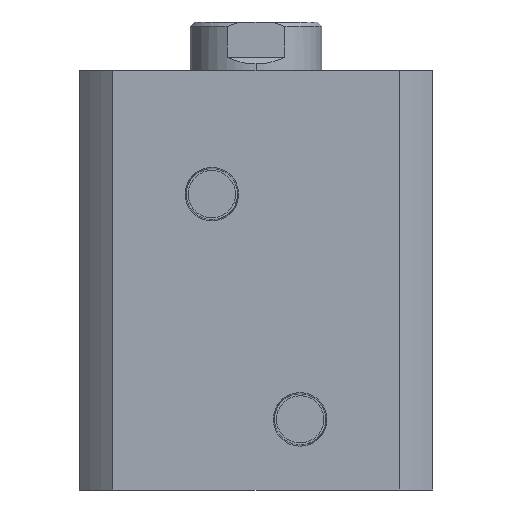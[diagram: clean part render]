
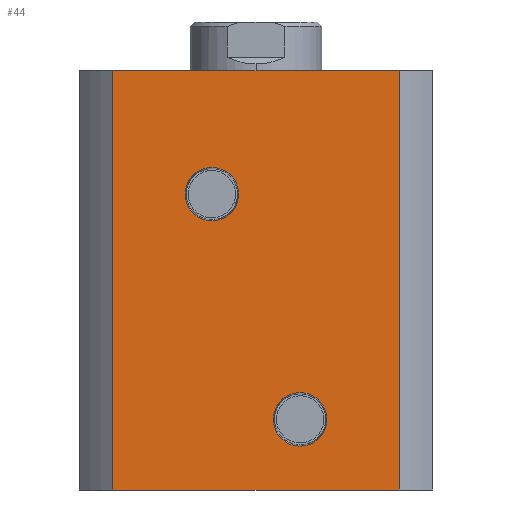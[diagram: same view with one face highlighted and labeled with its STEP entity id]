
A CAD part, left-side view. The second image highlights one B-rep face of the part: STEP entity #44.
In plain terms, the highlighted planar face has unit normal (-1, 0, 0).
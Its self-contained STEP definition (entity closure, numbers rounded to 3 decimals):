
#44 = ADVANCED_FACE ( 'NONE', ( #193, #196, #178 ), #3592, .F. ) ;
#178 = FACE_OUTER_BOUND ( 'NONE', #2719, .T. ) ;
#193 = FACE_BOUND ( 'NONE', #2725, .T. ) ;
#196 = FACE_BOUND ( 'NONE', #2717, .T. ) ;
#514 = LINE ( 'NONE', #1223, #516 ) ;
#515 = CIRCLE ( 'NONE', #3228, 6.06 ) ;
#516 = VECTOR ( 'NONE', #1217, 1000. ) ;
#517 = CIRCLE ( 'NONE', #3227, 6.06 ) ;
#518 = LINE ( 'NONE', #1236, #521 ) ;
#519 = LINE ( 'NONE', #1235, #525 ) ;
#520 = LINE ( 'NONE', #1241, #523 ) ;
#521 = VECTOR ( 'NONE', #1240, 1000. ) ;
#523 = VECTOR ( 'NONE', #1243, 1000. ) ;
#525 = VECTOR ( 'NONE', #1244, 1000. ) ;
#794 = CARTESIAN_POINT ( 'NONE',  ( -40., -10., 9.94 ) ) ;
#799 = CARTESIAN_POINT ( 'NONE',  ( -40., -10., 22.06 ) ) ;
#816 = CARTESIAN_POINT ( 'NONE',  ( -40., 10., 60.94 ) ) ;
#817 = CARTESIAN_POINT ( 'NONE',  ( -40., 10., 73.06 ) ) ;
#905 = CARTESIAN_POINT ( 'NONE',  ( -40., 32.438, 0. ) ) ;
#907 = CARTESIAN_POINT ( 'NONE',  ( -40., -32.438, 0. ) ) ;
#909 = CARTESIAN_POINT ( 'NONE',  ( -40., -32.438, 95. ) ) ;
#912 = CARTESIAN_POINT ( 'NONE',  ( -40., 32.438, 95. ) ) ;
#1217 = DIRECTION ( 'NONE',  ( 0., 0., -1. ) ) ;
#1223 = CARTESIAN_POINT ( 'NONE',  ( -40., 32.438, 95. ) ) ;
#1232 = CARTESIAN_POINT ( 'NONE',  ( -40., -10., 16. ) ) ;
#1233 = DIRECTION ( 'NONE',  ( -1., 0., 0. ) ) ;
#1234 = DIRECTION ( 'NONE',  ( 0., 0., 1. ) ) ;
#1235 = CARTESIAN_POINT ( 'NONE',  ( -40., 0., 95. ) ) ;
#1236 = CARTESIAN_POINT ( 'NONE',  ( -40., 0., 0. ) ) ;
#1237 = CARTESIAN_POINT ( 'NONE',  ( -40., 10., 67. ) ) ;
#1238 = DIRECTION ( 'NONE',  ( -1., 0., 0. ) ) ;
#1239 = DIRECTION ( 'NONE',  ( 0., 0., 1. ) ) ;
#1240 = DIRECTION ( 'NONE',  ( 0., -1., 0. ) ) ;
#1241 = CARTESIAN_POINT ( 'NONE',  ( -40., -32.438, 95. ) ) ;
#1243 = DIRECTION ( 'NONE',  ( 0., 0., -1. ) ) ;
#1244 = DIRECTION ( 'NONE',  ( 0., -1., 0. ) ) ;
#1599 = CARTESIAN_POINT ( 'NONE',  ( -40., -10., 16. ) ) ;
#1600 = DIRECTION ( 'NONE',  ( -1., 0., 0. ) ) ;
#1601 = DIRECTION ( 'NONE',  ( 0., 0., 1. ) ) ;
#1619 = CARTESIAN_POINT ( 'NONE',  ( -40., 10., 67. ) ) ;
#1620 = DIRECTION ( 'NONE',  ( -1., 0., 0. ) ) ;
#1621 = DIRECTION ( 'NONE',  ( 0., 0., 1. ) ) ;
#1741 = CIRCLE ( 'NONE', #3295, 6.06 ) ;
#1754 = CIRCLE ( 'NONE', #3301, 6.06 ) ;
#2127 = ORIENTED_EDGE ( 'NONE', *, *, #2941, .F. ) ;
#2128 = ORIENTED_EDGE ( 'NONE', *, *, #3411, .F. ) ;
#2129 = ORIENTED_EDGE ( 'NONE', *, *, #2942, .F. ) ;
#2130 = ORIENTED_EDGE ( 'NONE', *, *, #3419, .F. ) ;
#2131 = ORIENTED_EDGE ( 'NONE', *, *, #2943, .T. ) ;
#2132 = ORIENTED_EDGE ( 'NONE', *, *, #2944, .F. ) ;
#2133 = ORIENTED_EDGE ( 'NONE', *, *, #2945, .F. ) ;
#2134 = ORIENTED_EDGE ( 'NONE', *, *, #2939, .T. ) ;
#2527 = VERTEX_POINT ( 'NONE', #799 ) ;
#2530 = VERTEX_POINT ( 'NONE', #794 ) ;
#2547 = VERTEX_POINT ( 'NONE', #816 ) ;
#2548 = VERTEX_POINT ( 'NONE', #817 ) ;
#2636 = VERTEX_POINT ( 'NONE', #905 ) ;
#2638 = VERTEX_POINT ( 'NONE', #907 ) ;
#2640 = VERTEX_POINT ( 'NONE', #909 ) ;
#2643 = VERTEX_POINT ( 'NONE', #912 ) ;
#2717 = EDGE_LOOP ( 'NONE', ( #2129, #2130 ) ) ;
#2719 = EDGE_LOOP ( 'NONE', ( #2131, #2132, #2133, #2134 ) ) ;
#2725 = EDGE_LOOP ( 'NONE', ( #2127, #2128 ) ) ;
#2939 = EDGE_CURVE ( 'NONE', #2643, #2636, #514, .T. ) ;
#2941 = EDGE_CURVE ( 'NONE', #2527, #2530, #517, .T. ) ;
#2942 = EDGE_CURVE ( 'NONE', #2548, #2547, #515, .T. ) ;
#2943 = EDGE_CURVE ( 'NONE', #2636, #2638, #518, .T. ) ;
#2944 = EDGE_CURVE ( 'NONE', #2640, #2638, #520, .T. ) ;
#2945 = EDGE_CURVE ( 'NONE', #2643, #2640, #519, .T. ) ;
#3117 = AXIS2_PLACEMENT_3D ( 'NONE', #3590, #3585, #3594 ) ;
#3227 = AXIS2_PLACEMENT_3D ( 'NONE', #1232, #1233, #1234 ) ;
#3228 = AXIS2_PLACEMENT_3D ( 'NONE', #1237, #1238, #1239 ) ;
#3295 = AXIS2_PLACEMENT_3D ( 'NONE', #1599, #1600, #1601 ) ;
#3301 = AXIS2_PLACEMENT_3D ( 'NONE', #1619, #1620, #1621 ) ;
#3411 = EDGE_CURVE ( 'NONE', #2530, #2527, #1741, .T. ) ;
#3419 = EDGE_CURVE ( 'NONE', #2547, #2548, #1754, .T. ) ;
#3585 = DIRECTION ( 'NONE',  ( 1., 0., 0. ) ) ;
#3590 = CARTESIAN_POINT ( 'NONE',  ( -40., 0., 95. ) ) ;
#3592 = PLANE ( 'NONE',  #3117 ) ;
#3594 = DIRECTION ( 'NONE',  ( 0., 1., 0. ) ) ;
